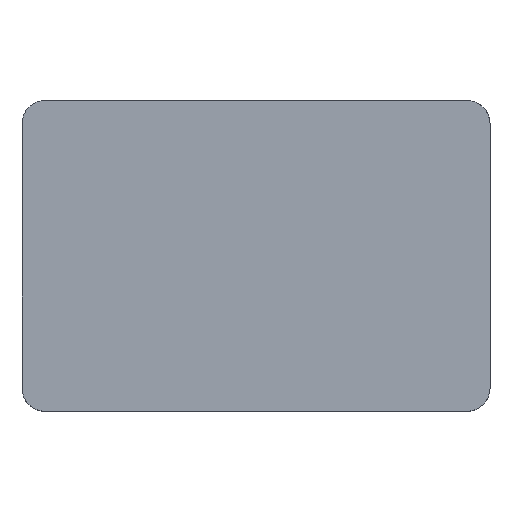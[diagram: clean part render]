
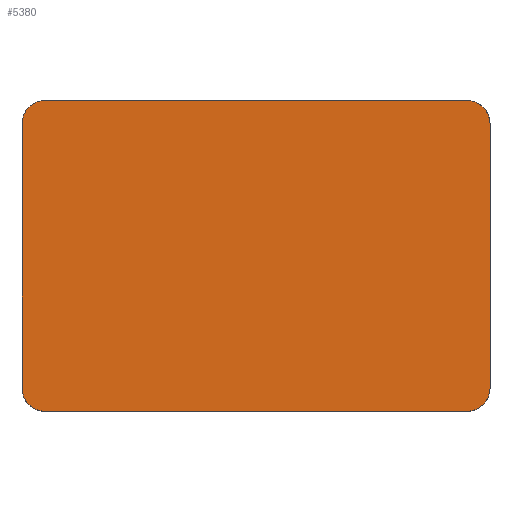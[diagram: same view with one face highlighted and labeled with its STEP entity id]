
A CAD part, top view. The second image highlights one B-rep face of the part: STEP entity #5380.
In plain terms, the highlighted planar face has unit normal (0, 0, 1).
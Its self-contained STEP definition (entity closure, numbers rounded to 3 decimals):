
#2243=CARTESIAN_POINT('',(-44.5,-26.647,22.307));
#2244=VERTEX_POINT('',#2243);
#2251=CARTESIAN_POINT('',(-44.5,24.509,22.307));
#2252=VERTEX_POINT('',#2251);
#2253=CARTESIAN_POINT('',(-44.5,24.509,22.307));
#2254=DIRECTION('',(0.,-1.,0.));
#2255=VECTOR('',#2254,51.156);
#2256=LINE('',#2253,#2255);
#2257=EDGE_CURVE('',#2252,#2244,#2256,.T.);
#3625=CARTESIAN_POINT('',(45.995,24.509,22.307));
#3626=VERTEX_POINT('',#3625);
#3685=CARTESIAN_POINT('',(41.525,28.98,22.307));
#3686=VERTEX_POINT('',#3685);
#3693=CARTESIAN_POINT('',(41.525,24.509,22.307));
#3694=DIRECTION('',(-0.,-0.,-1.));
#3695=DIRECTION('',(0.,-1.,0.));
#3696=AXIS2_PLACEMENT_3D('',#3693,#3694,#3695);
#3697=CIRCLE('',#3696,4.471);
#3698=EDGE_CURVE('',#3686,#3626,#3697,.T.);
#4720=CARTESIAN_POINT('',(45.995,-26.647,22.307));
#4721=VERTEX_POINT('',#4720);
#4722=CARTESIAN_POINT('',(45.995,-26.647,22.307));
#4723=DIRECTION('',(0.,1.,-0.));
#4724=VECTOR('',#4723,51.156);
#4725=LINE('',#4722,#4724);
#4726=EDGE_CURVE('',#4721,#3626,#4725,.T.);
#4742=CARTESIAN_POINT('',(-40.029,-31.117,22.307));
#4743=VERTEX_POINT('',#4742);
#4801=CARTESIAN_POINT('',(41.525,-31.117,22.307));
#4802=VERTEX_POINT('',#4801);
#4809=CARTESIAN_POINT('',(-40.029,-31.117,22.307));
#4810=DIRECTION('',(1.,0.,-0.));
#4811=VECTOR('',#4810,81.554);
#4812=LINE('',#4809,#4811);
#4813=EDGE_CURVE('',#4743,#4802,#4812,.T.);
#4832=CARTESIAN_POINT('',(-40.029,28.98,22.307));
#4833=VERTEX_POINT('',#4832);
#4840=CARTESIAN_POINT('',(41.525,28.98,22.307));
#4841=DIRECTION('',(-1.,-0.,0.));
#4842=VECTOR('',#4841,81.554);
#4843=LINE('',#4840,#4842);
#4844=EDGE_CURVE('',#3686,#4833,#4843,.T.);
#4862=CARTESIAN_POINT('',(-40.029,24.509,22.307));
#4863=DIRECTION('',(-0.,-0.,-1.));
#4864=DIRECTION('',(0.,-1.,0.));
#4865=AXIS2_PLACEMENT_3D('',#4862,#4863,#4864);
#4866=CIRCLE('',#4865,4.471);
#4867=EDGE_CURVE('',#2252,#4833,#4866,.T.);
#5353=CARTESIAN_POINT('',(0.,-1.117,22.307));
#5354=DIRECTION('',(0.,0.,1.));
#5355=DIRECTION('',(0.,-1.,0.));
#5356=AXIS2_PLACEMENT_3D('',#5353,#5354,#5355);
#5357=PLANE('',#5356);
#5358=CARTESIAN_POINT('',(41.525,-26.647,22.307));
#5359=DIRECTION('',(-0.,-0.,-1.));
#5360=DIRECTION('',(0.,-1.,0.));
#5361=AXIS2_PLACEMENT_3D('',#5358,#5359,#5360);
#5362=CIRCLE('',#5361,4.471);
#5363=EDGE_CURVE('',#4721,#4802,#5362,.T.);
#5364=ORIENTED_EDGE('',*,*,#5363,.F.);
#5365=ORIENTED_EDGE('',*,*,#4726,.T.);
#5366=ORIENTED_EDGE('',*,*,#3698,.F.);
#5367=ORIENTED_EDGE('',*,*,#4844,.T.);
#5368=ORIENTED_EDGE('',*,*,#4867,.F.);
#5369=ORIENTED_EDGE('',*,*,#2257,.T.);
#5370=CARTESIAN_POINT('',(-40.029,-26.647,22.307));
#5371=DIRECTION('',(-0.,-0.,-1.));
#5372=DIRECTION('',(0.,-1.,0.));
#5373=AXIS2_PLACEMENT_3D('',#5370,#5371,#5372);
#5374=CIRCLE('',#5373,4.471);
#5375=EDGE_CURVE('',#4743,#2244,#5374,.T.);
#5376=ORIENTED_EDGE('',*,*,#5375,.F.);
#5377=ORIENTED_EDGE('',*,*,#4813,.T.);
#5378=EDGE_LOOP('',(#5364,#5365,#5366,#5367,#5368,#5369,#5376,#5377));
#5379=FACE_BOUND('',#5378,.T.);
#5380=ADVANCED_FACE('',(#5379),#5357,.T.);
